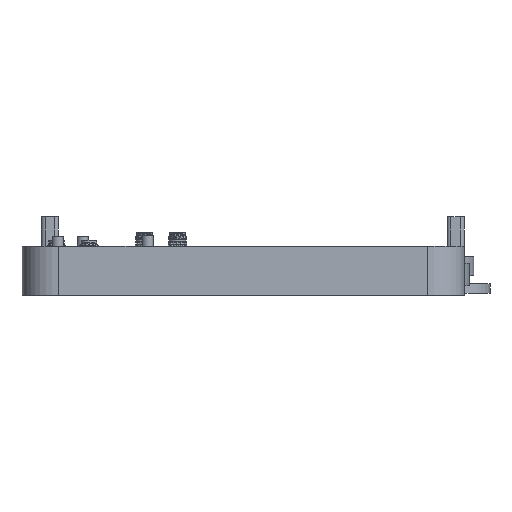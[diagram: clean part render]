
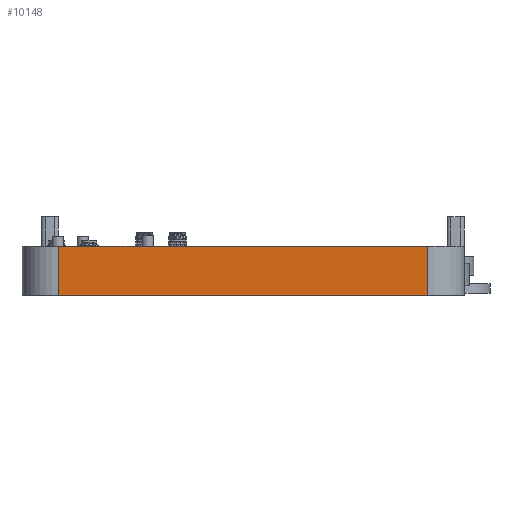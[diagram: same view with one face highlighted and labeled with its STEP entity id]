
A CAD part, left-side view. The second image highlights one B-rep face of the part: STEP entity #10148.
In plain terms, the highlighted planar face has unit normal (-1, 0, 0).
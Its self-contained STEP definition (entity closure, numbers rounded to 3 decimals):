
#1507=LINE('',#26293,#2140);
#1540=LINE('',#26428,#2173);
#1571=LINE('',#26537,#2204);
#1584=LINE('',#26577,#2217);
#2140=VECTOR('',#12896,10.);
#2173=VECTOR('',#13027,10.);
#2204=VECTOR('',#13158,10.);
#2217=VECTOR('',#13213,10.);
#2870=FACE_OUTER_BOUND('',#3490,.T.);
#3490=EDGE_LOOP('',(#9101,#9102,#9103,#9104));
#4701=VERTEX_POINT('',#26290);
#4702=VERTEX_POINT('',#26292);
#4748=VERTEX_POINT('',#26413);
#4755=VERTEX_POINT('',#26426);
#6106=EDGE_CURVE('',#4701,#4702,#1507,.T.);
#6174=EDGE_CURVE('',#4755,#4748,#1540,.T.);
#6229=EDGE_CURVE('',#4748,#4701,#1571,.T.);
#6248=EDGE_CURVE('',#4755,#4702,#1584,.T.);
#9101=ORIENTED_EDGE('',*,*,#6248,.T.);
#9102=ORIENTED_EDGE('',*,*,#6106,.F.);
#9103=ORIENTED_EDGE('',*,*,#6229,.F.);
#9104=ORIENTED_EDGE('',*,*,#6174,.F.);
#9601=PLANE('',#11066);
#10148=ADVANCED_FACE('',(#2870),#9601,.T.);
#11066=AXIS2_PLACEMENT_3D('',#26576,#13211,#13212);
#12896=DIRECTION('',(0.,-1.,0.));
#13027=DIRECTION('',(0.,1.,0.));
#13158=DIRECTION('',(0.,0.,1.));
#13211=DIRECTION('center_axis',(-1.,0.,0.));
#13212=DIRECTION('ref_axis',(0.,-1.,0.));
#13213=DIRECTION('',(0.,0.,1.));
#26290=CARTESIAN_POINT('',(-10.,100.,23.345));
#26292=CARTESIAN_POINT('',(-10.,0.,23.345));
#26293=CARTESIAN_POINT('',(-10.,75.,23.345));
#26413=CARTESIAN_POINT('',(-10.,100.,10.));
#26426=CARTESIAN_POINT('',(-10.,0.,10.));
#26428=CARTESIAN_POINT('',(-10.,100.,10.));
#26537=CARTESIAN_POINT('',(-10.,100.,21.045));
#26576=CARTESIAN_POINT('Origin',(-10.,100.,11.));
#26577=CARTESIAN_POINT('',(-10.,0.,21.045));
